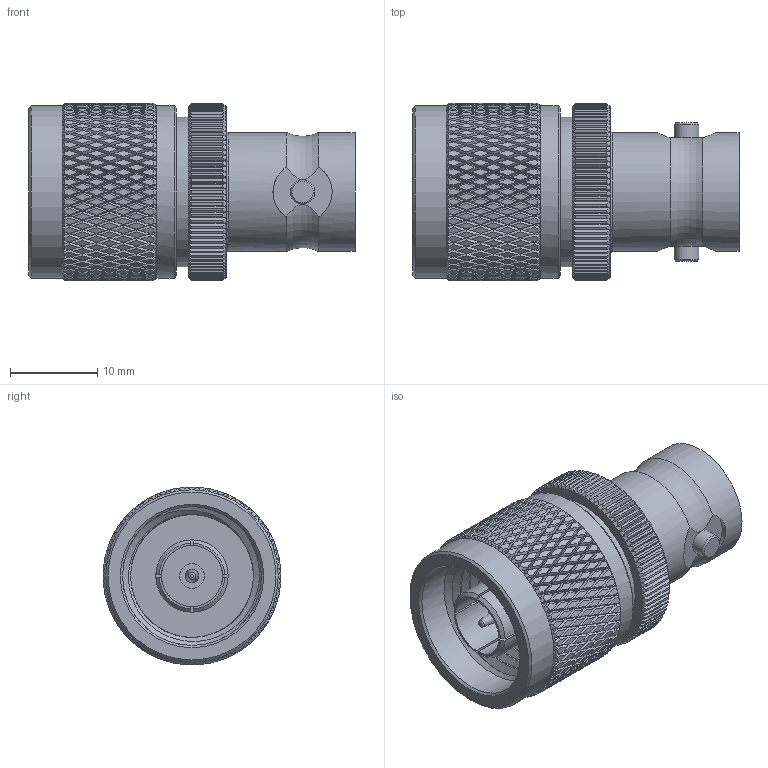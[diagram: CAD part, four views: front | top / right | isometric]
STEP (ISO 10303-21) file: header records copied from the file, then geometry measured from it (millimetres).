
FILE_DESCRIPTION (( 'STEP AP203' ), '1' );
FILE_NAME ('PE91446_3D.step', '2020-10-07T21:20:33', ( '' ), ( '' ), 'SwSTEP 2.0', 'SolidWorks 2018', '' );
FILE_SCHEMA (( 'CONFIG_CONTROL_DESIGN' ));
Products named in the file (1): PE91446_3D
Bounding box: 37.29 x 20.32 x 20.32 mm (x, y, z)
Volume: 6084.1 mm3; surface area: 5743.4 mm2
Topology: 1 solids, 2 shells, 2816 faces, 6050 edges, 3253 vertices
Faces by surface type: bspline 1795, cylinder 568, plane 239, cone 210, torus 4
Full cylindrical faces by diameter (mm): 1.524 x1, 1.829 x1, 2.286 x2, 2.794 x1, 2.804 x2, 6.985 x1, 8.255 x1, 8.613 x1, 11.912 x1, 13.593 x2, 15.875 x5, 17.145 x1, 17.297 x1, 19.715 x2
Entity records: 103772 total; most frequent: CARTESIAN_POINT 63905, ORIENTED_EDGE 11970, EDGE_CURVE 5985, DIRECTION 3649, VERTEX_POINT 3228, EDGE_LOOP 2861, FACE_OUTER_BOUND 2831, ADVANCED_FACE 2811
